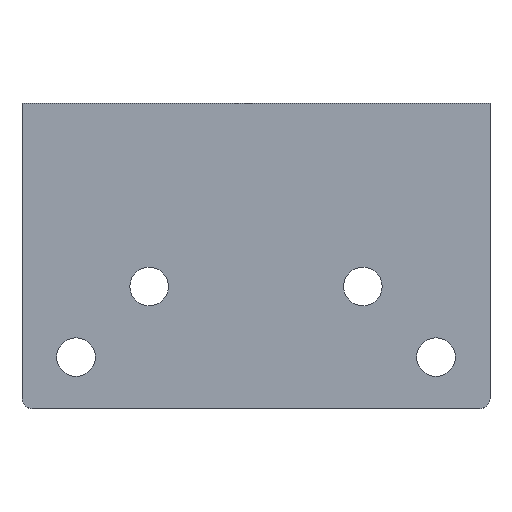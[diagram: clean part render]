
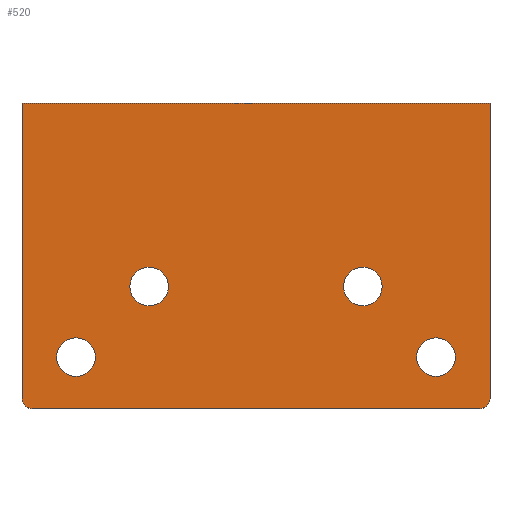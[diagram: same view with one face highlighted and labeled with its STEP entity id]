
A CAD part, top view. The second image highlights one B-rep face of the part: STEP entity #520.
In plain terms, the highlighted planar face has unit normal (0, 0, 1).
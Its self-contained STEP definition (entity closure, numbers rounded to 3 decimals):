
#6 = VECTOR ( 'NONE', #178, 1000. ) ;
#7 = CARTESIAN_POINT ( 'NONE',  ( -158., 60., 5. ) ) ;
#8 = AXIS2_PLACEMENT_3D ( 'NONE', #465, #314, #44 ) ;
#12 = DIRECTION ( 'NONE',  ( 0., 0., 1. ) ) ;
#16 = CIRCLE ( 'NONE', #470, 9.5 ) ;
#21 = LINE ( 'NONE', #123, #6 ) ;
#27 = DIRECTION ( 'NONE',  ( 0., 0., 1. ) ) ;
#31 = DIRECTION ( 'NONE',  ( 0., 0., 1. ) ) ;
#32 = ORIENTED_EDGE ( 'NONE', *, *, #341, .F. ) ;
#38 = EDGE_CURVE ( 'NONE', #190, #394, #125, .T. ) ;
#40 = CARTESIAN_POINT ( 'NONE',  ( -36.033, 25.267, 5. ) ) ;
#44 = DIRECTION ( 'NONE',  ( 1., 0., 0. ) ) ;
#46 = CARTESIAN_POINT ( 'NONE',  ( -53., 60., 5. ) ) ;
#50 = DIRECTION ( 'NONE',  ( 1., 0., 0. ) ) ;
#52 = VERTEX_POINT ( 'NONE', #337 ) ;
#57 = DIRECTION ( 'NONE',  ( 0., 0., 1. ) ) ;
#66 = DIRECTION ( 'NONE',  ( 1., 0., 0. ) ) ;
#72 = DIRECTION ( 'NONE',  ( 1., 0., 0. ) ) ;
#76 = ORIENTED_EDGE ( 'NONE', *, *, #284, .F. ) ;
#83 = VERTEX_POINT ( 'NONE', #330 ) ;
#89 = CIRCLE ( 'NONE', #226, 9.5 ) ;
#92 = FACE_BOUND ( 'NONE', #130, .T. ) ;
#96 = AXIS2_PLACEMENT_3D ( 'NONE', #407, #405, #72 ) ;
#98 = CARTESIAN_POINT ( 'NONE',  ( -177., 60., 5. ) ) ;
#105 = AXIS2_PLACEMENT_3D ( 'NONE', #557, #603, #360 ) ;
#108 = CARTESIAN_POINT ( 'NONE',  ( -5., 0., 5. ) ) ;
#121 = CARTESIAN_POINT ( 'NONE',  ( 0., 5., 5. ) ) ;
#123 = CARTESIAN_POINT ( 'NONE',  ( 0., 0., 5. ) ) ;
#124 = VERTEX_POINT ( 'NONE', #108 ) ;
#125 = CIRCLE ( 'NONE', #281, 9.5 ) ;
#130 = EDGE_LOOP ( 'NONE', ( #278, #76 ) ) ;
#132 = ORIENTED_EDGE ( 'NONE', *, *, #548, .T. ) ;
#136 = ORIENTED_EDGE ( 'NONE', *, *, #369, .T. ) ;
#143 = AXIS2_PLACEMENT_3D ( 'NONE', #262, #27, #215 ) ;
#146 = CARTESIAN_POINT ( 'NONE',  ( 0., 150., 5. ) ) ;
#150 = PLANE ( 'NONE',  #193 ) ;
#154 = AXIS2_PLACEMENT_3D ( 'NONE', #354, #31, #301 ) ;
#155 = DIRECTION ( 'NONE',  ( 1., 0., 0. ) ) ;
#160 = EDGE_CURVE ( 'NONE', #371, #399, #89, .T. ) ;
#167 = CIRCLE ( 'NONE', #8, 9.5 ) ;
#174 = ORIENTED_EDGE ( 'NONE', *, *, #577, .T. ) ;
#178 = DIRECTION ( 'NONE',  ( 0., 1., 0. ) ) ;
#179 = EDGE_LOOP ( 'NONE', ( #183, #375 ) ) ;
#181 = ORIENTED_EDGE ( 'NONE', *, *, #255, .T. ) ;
#183 = ORIENTED_EDGE ( 'NONE', *, *, #38, .F. ) ;
#188 = EDGE_CURVE ( 'NONE', #394, #190, #16, .T. ) ;
#190 = VERTEX_POINT ( 'NONE', #7 ) ;
#193 = AXIS2_PLACEMENT_3D ( 'NONE', #386, #57, #329 ) ;
#197 = LINE ( 'NONE', #527, #363 ) ;
#199 = FACE_OUTER_BOUND ( 'NONE', #328, .T. ) ;
#203 = CIRCLE ( 'NONE', #96, 5. ) ;
#206 = LINE ( 'NONE', #249, #397 ) ;
#207 = CARTESIAN_POINT ( 'NONE',  ( -26.533, 25.267, 5. ) ) ;
#210 = ORIENTED_EDGE ( 'NONE', *, *, #160, .F. ) ;
#215 = DIRECTION ( 'NONE',  ( 1., 0., 0. ) ) ;
#220 = ORIENTED_EDGE ( 'NONE', *, *, #258, .T. ) ;
#226 = AXIS2_PLACEMENT_3D ( 'NONE', #207, #247, #155 ) ;
#231 = ORIENTED_EDGE ( 'NONE', *, *, #246, .F. ) ;
#234 = AXIS2_PLACEMENT_3D ( 'NONE', #541, #455, #304 ) ;
#238 = VERTEX_POINT ( 'NONE', #267 ) ;
#246 = EDGE_CURVE ( 'NONE', #312, #451, #353, .T. ) ;
#247 = DIRECTION ( 'NONE',  ( 0., 0., 1. ) ) ;
#248 = VERTEX_POINT ( 'NONE', #121 ) ;
#249 = CARTESIAN_POINT ( 'NONE',  ( 0., 0., 5. ) ) ;
#255 = EDGE_CURVE ( 'NONE', #248, #517, #21, .T. ) ;
#258 = EDGE_CURVE ( 'NONE', #52, #308, #203, .T. ) ;
#262 = CARTESIAN_POINT ( 'NONE',  ( -5., 5., 5. ) ) ;
#263 = EDGE_LOOP ( 'NONE', ( #32, #231 ) ) ;
#267 = CARTESIAN_POINT ( 'NONE',  ( -72., 60., 5. ) ) ;
#278 = ORIENTED_EDGE ( 'NONE', *, *, #403, .F. ) ;
#281 = AXIS2_PLACEMENT_3D ( 'NONE', #321, #515, #50 ) ;
#284 = EDGE_CURVE ( 'NONE', #238, #423, #427, .T. ) ;
#291 = LINE ( 'NONE', #146, #343 ) ;
#301 = DIRECTION ( 'NONE',  ( 1., 0., 0. ) ) ;
#304 = DIRECTION ( 'NONE',  ( 1., 0., 0. ) ) ;
#308 = VERTEX_POINT ( 'NONE', #588 ) ;
#312 = VERTEX_POINT ( 'NONE', #497 ) ;
#314 = DIRECTION ( 'NONE',  ( 0., 0., 1. ) ) ;
#318 = CARTESIAN_POINT ( 'NONE',  ( 0., 150., 5. ) ) ;
#321 = CARTESIAN_POINT ( 'NONE',  ( -167.5, 60., 5. ) ) ;
#324 = CIRCLE ( 'NONE', #438, 9.5 ) ;
#328 = EDGE_LOOP ( 'NONE', ( #331, #136, #181, #174, #132, #220 ) ) ;
#329 = DIRECTION ( 'NONE',  ( 1., 0., 0. ) ) ;
#330 = CARTESIAN_POINT ( 'NONE',  ( -230., 150., 5. ) ) ;
#331 = ORIENTED_EDGE ( 'NONE', *, *, #590, .T. ) ;
#337 = CARTESIAN_POINT ( 'NONE',  ( -230., 5., 5. ) ) ;
#341 = EDGE_CURVE ( 'NONE', #451, #312, #324, .T. ) ;
#343 = VECTOR ( 'NONE', #523, 1000. ) ;
#353 = CIRCLE ( 'NONE', #154, 9.5 ) ;
#354 = CARTESIAN_POINT ( 'NONE',  ( -203.467, 25.267, 5. ) ) ;
#360 = DIRECTION ( 'NONE',  ( 1., 0., 0. ) ) ;
#363 = VECTOR ( 'NONE', #382, 1000. ) ;
#365 = EDGE_LOOP ( 'NONE', ( #210, #599 ) ) ;
#367 = FACE_BOUND ( 'NONE', #365, .T. ) ;
#369 = EDGE_CURVE ( 'NONE', #124, #248, #554, .T. ) ;
#370 = CARTESIAN_POINT ( 'NONE',  ( -193.967, 25.267, 5. ) ) ;
#371 = VERTEX_POINT ( 'NONE', #453 ) ;
#375 = ORIENTED_EDGE ( 'NONE', *, *, #188, .F. ) ;
#382 = DIRECTION ( 'NONE',  ( 0., -1., 0. ) ) ;
#386 = CARTESIAN_POINT ( 'NONE',  ( 0., 0., 5. ) ) ;
#393 = DIRECTION ( 'NONE',  ( 0., 0., 1. ) ) ;
#394 = VERTEX_POINT ( 'NONE', #98 ) ;
#397 = VECTOR ( 'NONE', #525, 1000. ) ;
#398 = CARTESIAN_POINT ( 'NONE',  ( -203.467, 25.267, 5. ) ) ;
#399 = VERTEX_POINT ( 'NONE', #40 ) ;
#403 = EDGE_CURVE ( 'NONE', #423, #238, #461, .T. ) ;
#405 = DIRECTION ( 'NONE',  ( 0., 0., 1. ) ) ;
#407 = CARTESIAN_POINT ( 'NONE',  ( -225., 5., 5. ) ) ;
#418 = EDGE_CURVE ( 'NONE', #399, #371, #167, .T. ) ;
#423 = VERTEX_POINT ( 'NONE', #46 ) ;
#426 = CARTESIAN_POINT ( 'NONE',  ( -167.5, 60., 5. ) ) ;
#427 = CIRCLE ( 'NONE', #234, 9.5 ) ;
#438 = AXIS2_PLACEMENT_3D ( 'NONE', #398, #393, #493 ) ;
#451 = VERTEX_POINT ( 'NONE', #370 ) ;
#453 = CARTESIAN_POINT ( 'NONE',  ( -17.033, 25.267, 5. ) ) ;
#455 = DIRECTION ( 'NONE',  ( 0., 0., 1. ) ) ;
#461 = CIRCLE ( 'NONE', #105, 9.5 ) ;
#465 = CARTESIAN_POINT ( 'NONE',  ( -26.533, 25.267, 5. ) ) ;
#470 = AXIS2_PLACEMENT_3D ( 'NONE', #426, #12, #66 ) ;
#493 = DIRECTION ( 'NONE',  ( 1., 0., 0. ) ) ;
#497 = CARTESIAN_POINT ( 'NONE',  ( -212.967, 25.267, 5. ) ) ;
#511 = FACE_BOUND ( 'NONE', #179, .T. ) ;
#515 = DIRECTION ( 'NONE',  ( 0., 0., 1. ) ) ;
#517 = VERTEX_POINT ( 'NONE', #318 ) ;
#520 = ADVANCED_FACE ( 'NONE', ( #511, #92, #367, #568, #199 ), #150, .T. ) ;
#523 = DIRECTION ( 'NONE',  ( -1., 0., 0. ) ) ;
#525 = DIRECTION ( 'NONE',  ( 1., 0., 0. ) ) ;
#527 = CARTESIAN_POINT ( 'NONE',  ( -230., 0., 5. ) ) ;
#541 = CARTESIAN_POINT ( 'NONE',  ( -62.5, 60., 5. ) ) ;
#548 = EDGE_CURVE ( 'NONE', #83, #52, #197, .T. ) ;
#554 = CIRCLE ( 'NONE', #143, 5. ) ;
#557 = CARTESIAN_POINT ( 'NONE',  ( -62.5, 60., 5. ) ) ;
#568 = FACE_BOUND ( 'NONE', #263, .T. ) ;
#577 = EDGE_CURVE ( 'NONE', #517, #83, #291, .T. ) ;
#588 = CARTESIAN_POINT ( 'NONE',  ( -225., 0., 5. ) ) ;
#590 = EDGE_CURVE ( 'NONE', #308, #124, #206, .T. ) ;
#599 = ORIENTED_EDGE ( 'NONE', *, *, #418, .F. ) ;
#603 = DIRECTION ( 'NONE',  ( 0., 0., 1. ) ) ;
